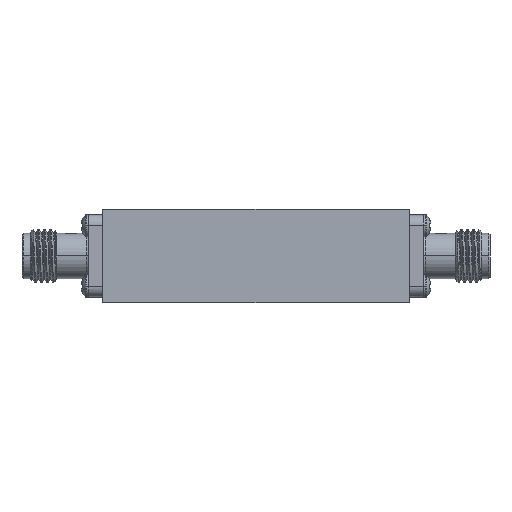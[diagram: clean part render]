
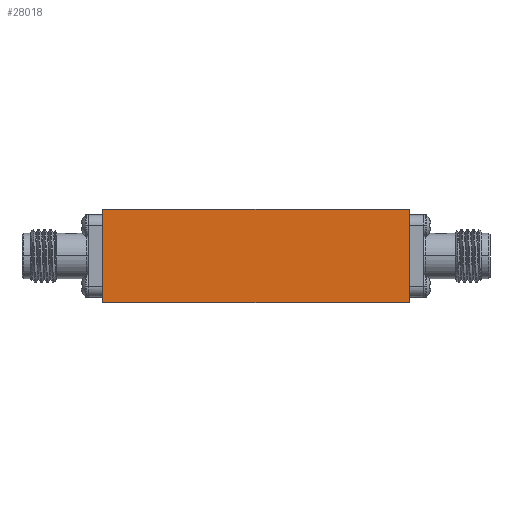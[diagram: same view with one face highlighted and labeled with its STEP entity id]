
A CAD part, left-side view. The second image highlights one B-rep face of the part: STEP entity #28018.
In plain terms, the highlighted planar face has unit normal (-1, 0, 0).
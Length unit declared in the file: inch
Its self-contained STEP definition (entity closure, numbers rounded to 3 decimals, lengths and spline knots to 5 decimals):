
#527 = LINE ( 'NONE', #27813, #3343 ) ;
#1215 = PLANE ( 'NONE',  #10178 ) ;
#3179 = CARTESIAN_POINT ( 'NONE',  ( -0.94488, -0.70866, 0.21654 ) ) ;
#3343 = VECTOR ( 'NONE', #13041, 39.37008 ) ;
#3943 = DIRECTION ( 'NONE',  ( 0., 0., -1. ) ) ;
#4085 = CARTESIAN_POINT ( 'NONE',  ( -0.94488, 0.70866, 0.21654 ) ) ;
#7314 = CARTESIAN_POINT ( 'NONE',  ( -0.94488, 0.70866, -0.21654 ) ) ;
#8525 = VERTEX_POINT ( 'NONE', #20367 ) ;
#10006 = EDGE_CURVE ( 'NONE', #14313, #14067, #21613, .T. ) ;
#10178 = AXIS2_PLACEMENT_3D ( 'NONE', #11016, #25940, #3943 ) ;
#11016 = CARTESIAN_POINT ( 'NONE',  ( -0.94488, -0.70866, 0.21654 ) ) ;
#11483 = CARTESIAN_POINT ( 'NONE',  ( -0.94488, 0.70866, 0.21654 ) ) ;
#11945 = EDGE_CURVE ( 'NONE', #14313, #8525, #15705, .T. ) ;
#12088 = LINE ( 'NONE', #21901, #22769 ) ;
#12416 = VECTOR ( 'NONE', #31042, 39.37008 ) ;
#13041 = DIRECTION ( 'NONE',  ( 0., 0., -1. ) ) ;
#14067 = VERTEX_POINT ( 'NONE', #7314 ) ;
#14313 = VERTEX_POINT ( 'NONE', #4085 ) ;
#15705 = LINE ( 'NONE', #3179, #25573 ) ;
#16146 = FACE_OUTER_BOUND ( 'NONE', #23472, .T. ) ;
#16877 = ORIENTED_EDGE ( 'NONE', *, *, #23980, .F. ) ;
#17413 = ORIENTED_EDGE ( 'NONE', *, *, #21706, .T. ) ;
#20076 = ORIENTED_EDGE ( 'NONE', *, *, #11945, .F. ) ;
#20367 = CARTESIAN_POINT ( 'NONE',  ( -0.94488, -0.70866, 0.21654 ) ) ;
#21077 = CARTESIAN_POINT ( 'NONE',  ( -0.94488, -0.70866, -0.21654 ) ) ;
#21613 = LINE ( 'NONE', #11483, #12416 ) ;
#21706 = EDGE_CURVE ( 'NONE', #14067, #29898, #12088, .T. ) ;
#21901 = CARTESIAN_POINT ( 'NONE',  ( -0.94488, -0.70866, -0.21654 ) ) ;
#22769 = VECTOR ( 'NONE', #31646, 39.37008 ) ;
#23472 = EDGE_LOOP ( 'NONE', ( #17413, #16877, #20076, #24651 ) ) ;
#23980 = EDGE_CURVE ( 'NONE', #8525, #29898, #527, .T. ) ;
#24651 = ORIENTED_EDGE ( 'NONE', *, *, #10006, .T. ) ;
#25573 = VECTOR ( 'NONE', #30131, 39.37008 ) ;
#25940 = DIRECTION ( 'NONE',  ( 1., 0., 0. ) ) ;
#27813 = CARTESIAN_POINT ( 'NONE',  ( -0.94488, -0.70866, 0.21654 ) ) ;
#28018 = ADVANCED_FACE ( 'NONE', ( #16146 ), #1215, .F. ) ;
#29898 = VERTEX_POINT ( 'NONE', #21077 ) ;
#30131 = DIRECTION ( 'NONE',  ( 0., -1., 0. ) ) ;
#31042 = DIRECTION ( 'NONE',  ( 0., 0., -1. ) ) ;
#31646 = DIRECTION ( 'NONE',  ( 0., -1., 0. ) ) ;
